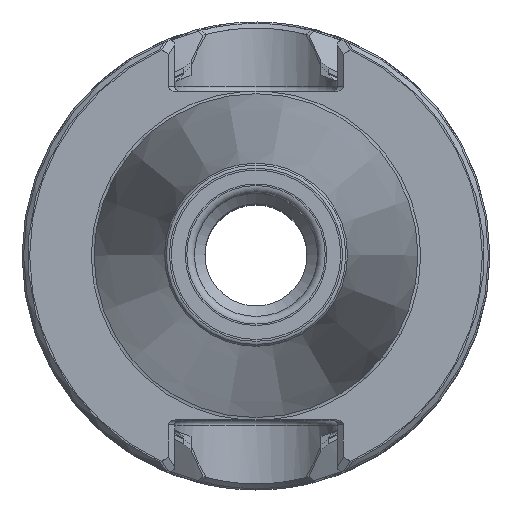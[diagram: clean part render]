
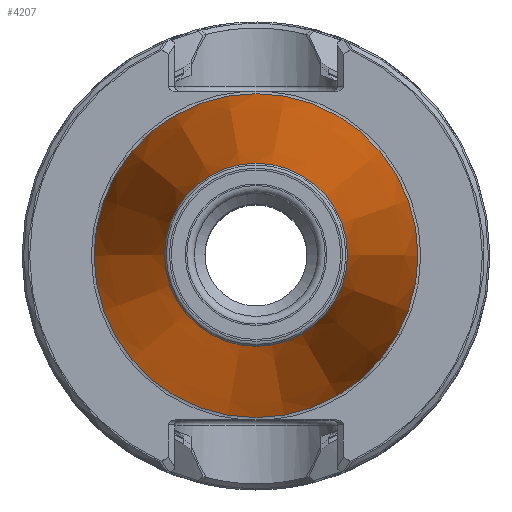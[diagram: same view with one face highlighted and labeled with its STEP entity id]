
A CAD part, top view. The second image highlights one B-rep face of the part: STEP entity #4207.
In plain terms, the highlighted conical face has half-angle 8.297 degrees and reference radius 9.058 mm.
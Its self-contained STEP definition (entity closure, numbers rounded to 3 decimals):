
#477=CONICAL_SURFACE('',#4512,9.058,0.145);
#1037=ORIENTED_EDGE('',*,*,#1647,.T.);
#1038=ORIENTED_EDGE('',*,*,#1646,.F.);
#1646=EDGE_CURVE('',#1993,#1993,#2166,.T.);
#1647=EDGE_CURVE('',#1994,#1994,#2167,.T.);
#1993=VERTEX_POINT('',#6393);
#1994=VERTEX_POINT('',#6396);
#2166=CIRCLE('',#4511,9.058);
#2167=CIRCLE('',#4513,16.025);
#2357=EDGE_LOOP('',(#1037));
#2358=EDGE_LOOP('',(#1038));
#2615=FACE_BOUND('',#2357,.T.);
#2616=FACE_BOUND('',#2358,.T.);
#4207=ADVANCED_FACE('',(#2615,#2616),#477,.T.);
#4511=AXIS2_PLACEMENT_3D('',#6392,#5140,#5141);
#4512=AXIS2_PLACEMENT_3D('',#6394,#5142,#5143);
#4513=AXIS2_PLACEMENT_3D('',#6395,#5144,#5145);
#5140=DIRECTION('',(0.,0.,1.));
#5141=DIRECTION('',(1.,0.,0.));
#5142=DIRECTION('',(0.,0.,-1.));
#5143=DIRECTION('',(-1.,0.,0.));
#5144=DIRECTION('',(0.,0.,1.));
#5145=DIRECTION('',(1.,0.,0.));
#6392=CARTESIAN_POINT('',(0.,0.,48.172));
#6393=CARTESIAN_POINT('',(9.058,0.,48.172));
#6394=CARTESIAN_POINT('',(0.,0.,48.172));
#6395=CARTESIAN_POINT('',(0.,0.,0.4));
#6396=CARTESIAN_POINT('',(16.025,0.,0.4));
